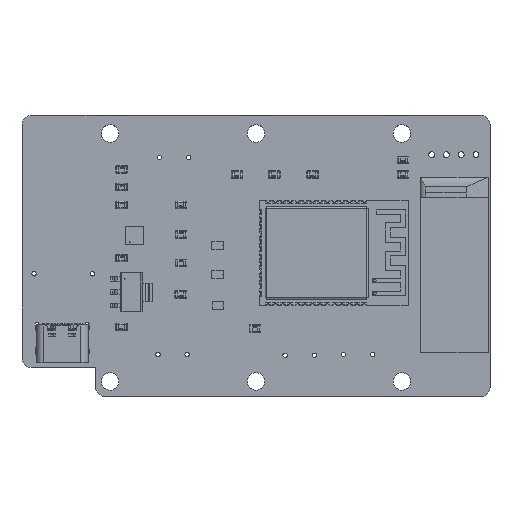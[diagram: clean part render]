
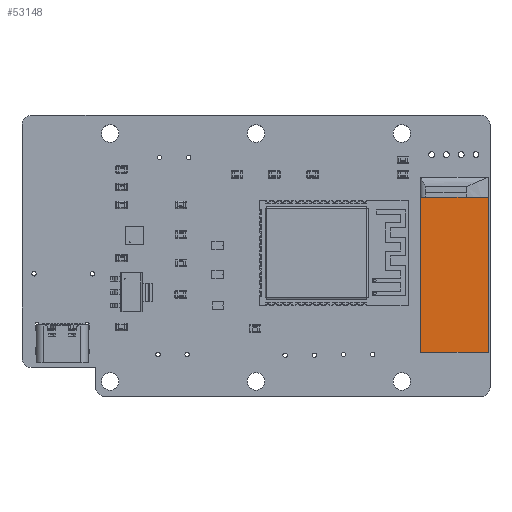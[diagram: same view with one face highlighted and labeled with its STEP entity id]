
A CAD part, top view. The second image highlights one B-rep face of the part: STEP entity #53148.
In plain terms, the highlighted face is planar.
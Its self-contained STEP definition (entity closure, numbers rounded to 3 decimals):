
#53016 = EDGE_CURVE('',#53017,#53019,#53021,.T.);
#53017 = VERTEX_POINT('',#53018);
#53018 = CARTESIAN_POINT('',(13.3,0.,5.75));
#53019 = VERTEX_POINT('',#53020);
#53020 = CARTESIAN_POINT('',(13.3,0.,-5.75));
#53021 = LINE('',#53022,#53023);
#53022 = CARTESIAN_POINT('',(13.3,0.,-5.75));
#53023 = VECTOR('',#53024,1.);
#53024 = DIRECTION('',(0.,0.,-1.));
#53056 = EDGE_CURVE('',#53019,#53057,#53059,.T.);
#53057 = VERTEX_POINT('',#53058);
#53058 = CARTESIAN_POINT('',(-13.3,0.,-5.75));
#53059 = LINE('',#53060,#53061);
#53060 = CARTESIAN_POINT('',(-13.3,0.,-5.75));
#53061 = VECTOR('',#53062,1.);
#53062 = DIRECTION('',(-1.,0.,0.));
#53087 = EDGE_CURVE('',#53057,#53088,#53090,.T.);
#53088 = VERTEX_POINT('',#53089);
#53089 = CARTESIAN_POINT('',(-13.3,0.,5.75));
#53090 = LINE('',#53091,#53092);
#53091 = CARTESIAN_POINT('',(-13.3,0.,-5.75));
#53092 = VECTOR('',#53093,1.);
#53093 = DIRECTION('',(0.,0.,1.));
#53118 = EDGE_CURVE('',#53088,#53017,#53119,.T.);
#53119 = LINE('',#53120,#53121);
#53120 = CARTESIAN_POINT('',(-13.3,0.,5.75));
#53121 = VECTOR('',#53122,1.);
#53122 = DIRECTION('',(1.,0.,0.));
#53148 = ADVANCED_FACE('',(#53149),#53155,.F.);
#53149 = FACE_BOUND('',#53150,.T.);
#53150 = EDGE_LOOP('',(#53151,#53152,#53153,#53154));
#53151 = ORIENTED_EDGE('',*,*,#53016,.F.);
#53152 = ORIENTED_EDGE('',*,*,#53118,.F.);
#53153 = ORIENTED_EDGE('',*,*,#53087,.F.);
#53154 = ORIENTED_EDGE('',*,*,#53056,.F.);
#53155 = PLANE('',#53156);
#53156 = AXIS2_PLACEMENT_3D('',#53157,#53158,#53159);
#53157 = CARTESIAN_POINT('',(0.,0.,0.));
#53158 = DIRECTION('',(0.,1.,0.));
#53159 = DIRECTION('',(0.,0.,1.));
